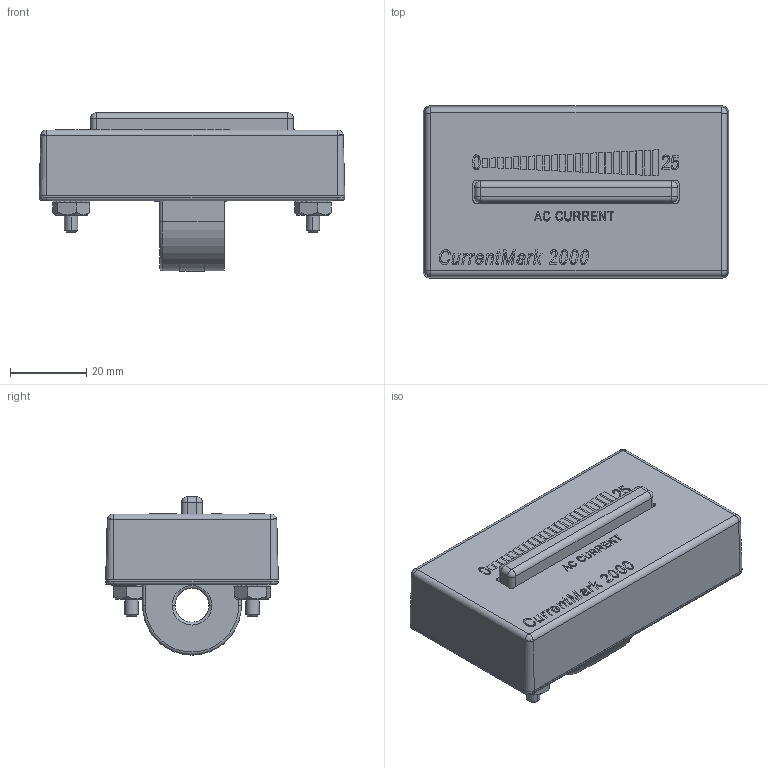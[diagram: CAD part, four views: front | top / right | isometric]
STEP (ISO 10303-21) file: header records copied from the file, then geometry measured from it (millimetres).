
FILE_DESCRIPTION (( 'STEP AP203' ), '1' );
FILE_NAME ('CRM2000-25-Internal.STEP', '2018-07-30T18:53:28', ( '' ), ( '' ), 'SwSTEP 2.0', 'SolidWorks 2018', '' );
FILE_SCHEMA (( 'CONFIG_CONTROL_DESIGN' ));
Length unit declared in the file: inch
Products named in the file (13): M002157-Screw-1 x .25 flat head blk; M000499-Label-Flat; PCB-Display Board; M000631-LABEL; M001981-Screw, 8-32-.375 Slotted TC_Pan Head; Current Mark 2000 - Light Pipe_With Color; CASE-SCREW-ASSY-DESIGN_S001950-25; Lot-Label_cr8349 rad; COVER-SCREW-ASSY-DESIGN_M001947-I; Current Mark - PCB Assy_CM2000-Internal; CRM2000-25-Internal; CR8349-1500_CR8349-1000; M001980-Nut-8-32-Hex-Keps
Assembly tree (19 placements, depth 3):
  CRM2000-25-Internal
    CASE-SCREW-ASSY-DESIGN_S001950-25
    Current Mark - PCB Assy_CM2000-Internal
      PCB-Display Board
      CR8349-1500_CR8349-1000
      Current Mark 2000 - Light Pipe_With Color
    COVER-SCREW-ASSY-DESIGN_M001947-I
    M001981-Screw, 8-32-.375 Slotted TC_Pan Head  x2
    M002157-Screw-1 x .25 flat head blk  x6
    M001980-Nut-8-32-Hex-Keps  x2
    M000499-Label-Flat
    Lot-Label_cr8349 rad
    M000631-LABEL
Bounding box: 80.28 x 45.35 x 41.54 mm (x, y, z)
Volume: 30821.5 mm3; surface area: 37861.6 mm2
Topology: 18 solids, 18 shells, 1804 faces, 4834 edges, 3194 vertices
Faces by surface type: plane 913, bspline 409, cylinder 314, cone 142, torus 22, sphere 4
Entity records: 59211 total; most frequent: CARTESIAN_POINT 26766, ORIENTED_EDGE 7062, DIRECTION 5101, EDGE_CURVE 3531, LINE 2341, VECTOR 2341, VERTEX_POINT 2339, EDGE_LOOP 1486
